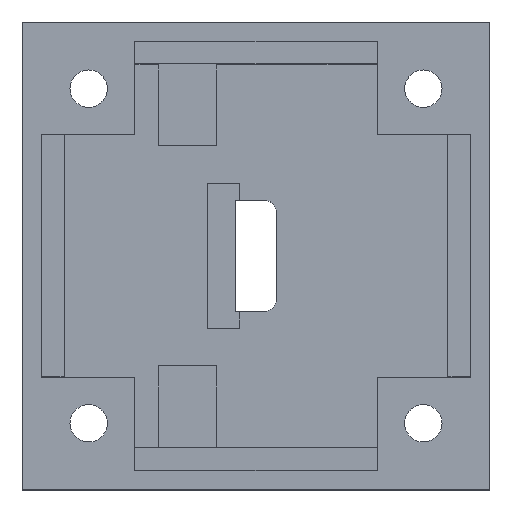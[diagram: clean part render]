
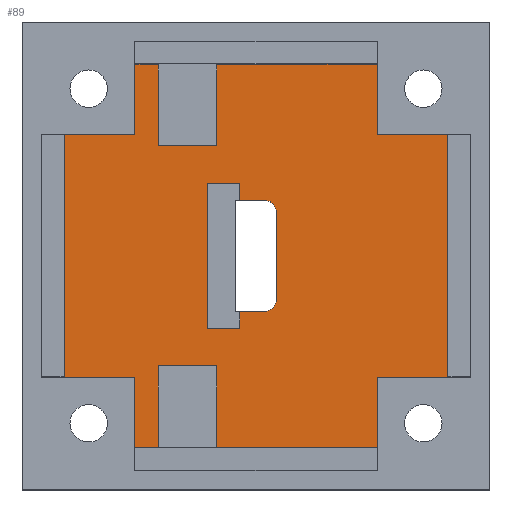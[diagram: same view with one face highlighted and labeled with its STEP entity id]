
A CAD part, top view. The second image highlights one B-rep face of the part: STEP entity #89.
In plain terms, the highlighted planar face has unit normal (0, 0, 1).
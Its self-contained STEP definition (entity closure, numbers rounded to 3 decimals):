
#89=ADVANCED_FACE('',(#604,#606),#608,.T.);
#604=FACE_BOUND('',#605,.T.);
#605=EDGE_LOOP('',(#1045,#1046,#1047,#1048,#1049,#1050,#1051,#1052,#1053,#1054,#1055,
#1056,#1057,#1058,#1059,#1060,#1061,#1062,#1063,#1064));
#606=FACE_BOUND('',#607,.T.);
#607=EDGE_LOOP('',(#1065,#1066,#1067,#1068,#1069,#1070,#1071,#1072,#1073,#1074));
#608=PLANE('',#609);
#609=AXIS2_PLACEMENT_3D('',#610,#611,#612);
#610=CARTESIAN_POINT('',(0.,0.,3.4));
#611=DIRECTION('',(0.,0.,1.));
#612=DIRECTION('',(1.,0.,0.));
#1045=ORIENTED_EDGE('',*,*,#1339,.F.);
#1046=ORIENTED_EDGE('',*,*,#1340,.T.);
#1047=ORIENTED_EDGE('',*,*,#1341,.T.);
#1048=ORIENTED_EDGE('',*,*,#1342,.T.);
#1049=ORIENTED_EDGE('',*,*,#1343,.T.);
#1050=ORIENTED_EDGE('',*,*,#1344,.T.);
#1051=ORIENTED_EDGE('',*,*,#1345,.T.);
#1052=ORIENTED_EDGE('',*,*,#1346,.T.);
#1053=ORIENTED_EDGE('',*,*,#1347,.F.);
#1054=ORIENTED_EDGE('',*,*,#1348,.F.);
#1055=ORIENTED_EDGE('',*,*,#1349,.F.);
#1056=ORIENTED_EDGE('',*,*,#1350,.T.);
#1057=ORIENTED_EDGE('',*,*,#1351,.T.);
#1058=ORIENTED_EDGE('',*,*,#1352,.T.);
#1059=ORIENTED_EDGE('',*,*,#1353,.T.);
#1060=ORIENTED_EDGE('',*,*,#1354,.T.);
#1061=ORIENTED_EDGE('',*,*,#1355,.T.);
#1062=ORIENTED_EDGE('',*,*,#1356,.T.);
#1063=ORIENTED_EDGE('',*,*,#1357,.F.);
#1064=ORIENTED_EDGE('',*,*,#1358,.F.);
#1065=ORIENTED_EDGE('',*,*,#1359,.F.);
#1066=ORIENTED_EDGE('',*,*,#1360,.T.);
#1067=ORIENTED_EDGE('',*,*,#1361,.F.);
#1068=ORIENTED_EDGE('',*,*,#1362,.T.);
#1069=ORIENTED_EDGE('',*,*,#1335,.T.);
#1070=ORIENTED_EDGE('',*,*,#1363,.T.);
#1071=ORIENTED_EDGE('',*,*,#1364,.T.);
#1072=ORIENTED_EDGE('',*,*,#1365,.T.);
#1073=ORIENTED_EDGE('',*,*,#1337,.T.);
#1074=ORIENTED_EDGE('',*,*,#1366,.T.);
#1335=EDGE_CURVE('',#1503,#1505,#1507,.F.);
#1337=EDGE_CURVE('',#1510,#1508,#1511,.F.);
#1339=EDGE_CURVE('',#1513,#1514,#1515,.T.);
#1340=EDGE_CURVE('',#1513,#1516,#1517,.F.);
#1341=EDGE_CURVE('',#1516,#1518,#1519,.F.);
#1342=EDGE_CURVE('',#1518,#1520,#1521,.F.);
#1343=EDGE_CURVE('',#1520,#1522,#1523,.F.);
#1344=EDGE_CURVE('',#1522,#1524,#1525,.F.);
#1345=EDGE_CURVE('',#1524,#1526,#1527,.F.);
#1346=EDGE_CURVE('',#1526,#1528,#1529,.F.);
#1347=EDGE_CURVE('',#1530,#1528,#1531,.T.);
#1348=EDGE_CURVE('',#1532,#1530,#1533,.T.);
#1349=EDGE_CURVE('',#1534,#1532,#1535,.T.);
#1350=EDGE_CURVE('',#1534,#1536,#1537,.F.);
#1351=EDGE_CURVE('',#1536,#1538,#1539,.F.);
#1352=EDGE_CURVE('',#1538,#1540,#1541,.F.);
#1353=EDGE_CURVE('',#1540,#1542,#1543,.F.);
#1354=EDGE_CURVE('',#1542,#1544,#1545,.F.);
#1355=EDGE_CURVE('',#1544,#1546,#1547,.F.);
#1356=EDGE_CURVE('',#1546,#1548,#1549,.F.);
#1357=EDGE_CURVE('',#1550,#1548,#1551,.T.);
#1358=EDGE_CURVE('',#1514,#1550,#1552,.T.);
#1359=EDGE_CURVE('',#1553,#1554,#1555,.F.);
#1360=EDGE_CURVE('',#1553,#1556,#1557,.F.);
#1361=EDGE_CURVE('',#1558,#1556,#1559,.F.);
#1362=EDGE_CURVE('',#1558,#1503,#1560,.F.);
#1363=EDGE_CURVE('',#1505,#1561,#1562,.F.);
#1364=EDGE_CURVE('',#1561,#1563,#1564,.F.);
#1365=EDGE_CURVE('',#1563,#1510,#1565,.F.);
#1366=EDGE_CURVE('',#1508,#1554,#1566,.F.);
#1503=VERTEX_POINT('',#1805);
#1505=VERTEX_POINT('',#1809);
#1507=LINE('',#1813,#1814);
#1508=VERTEX_POINT('',#1816);
#1510=VERTEX_POINT('',#1820);
#1511=LINE('',#1821,#1822);
#1513=VERTEX_POINT('',#1827);
#1514=VERTEX_POINT('',#1828);
#1515=LINE('',#1829,#1830);
#1516=VERTEX_POINT('',#1832);
#1517=LINE('',#1833,#1834);
#1518=VERTEX_POINT('',#1836);
#1519=LINE('',#1837,#1838);
#1520=VERTEX_POINT('',#1840);
#1521=LINE('',#1841,#1842);
#1522=VERTEX_POINT('',#1844);
#1523=LINE('',#1845,#1846);
#1524=VERTEX_POINT('',#1848);
#1525=LINE('',#1849,#1850);
#1526=VERTEX_POINT('',#1852);
#1527=LINE('',#1853,#1854);
#1528=VERTEX_POINT('',#1856);
#1529=LINE('',#1857,#1858);
#1530=VERTEX_POINT('',#1860);
#1531=LINE('',#1861,#1862);
#1532=VERTEX_POINT('',#1864);
#1533=LINE('',#1865,#1866);
#1534=VERTEX_POINT('',#1868);
#1535=LINE('',#1869,#1870);
#1536=VERTEX_POINT('',#1872);
#1537=LINE('',#1873,#1874);
#1538=VERTEX_POINT('',#1876);
#1539=LINE('',#1877,#1878);
#1540=VERTEX_POINT('',#1880);
#1541=LINE('',#1881,#1882);
#1542=VERTEX_POINT('',#1884);
#1543=LINE('',#1885,#1886);
#1544=VERTEX_POINT('',#1888);
#1545=LINE('',#1889,#1890);
#1546=VERTEX_POINT('',#1892);
#1547=LINE('',#1893,#1894);
#1548=VERTEX_POINT('',#1896);
#1549=LINE('',#1897,#1898);
#1550=VERTEX_POINT('',#1900);
#1551=LINE('',#1901,#1902);
#1552=LINE('',#1904,#1905);
#1553=VERTEX_POINT('',#1907);
#1554=VERTEX_POINT('',#1908);
#1555=CIRCLE('',#1909,1.);
#1556=VERTEX_POINT('',#1913);
#1557=LINE('',#1914,#1915);
#1558=VERTEX_POINT('',#1917);
#1559=CIRCLE('',#1918,1.);
#1560=LINE('',#1922,#1923);
#1561=VERTEX_POINT('',#1925);
#1562=LINE('',#1926,#1927);
#1563=VERTEX_POINT('',#1929);
#1564=LINE('',#1930,#1931);
#1565=LINE('',#1933,#1934);
#1566=LINE('',#1936,#1937);
#1805=CARTESIAN_POINT('',(-1.38,-4.75,3.4));
#1809=CARTESIAN_POINT('',(-1.38,-6.2,3.4));
#1813=CARTESIAN_POINT('',(-1.38,-6.2,3.4));
#1814=VECTOR('',#1815,1.);
#1815=DIRECTION('',(0.,1.,0.));
#1816=CARTESIAN_POINT('',(-1.38,4.75,3.4));
#1820=CARTESIAN_POINT('',(-1.38,6.2,3.4));
#1821=CARTESIAN_POINT('',(-1.38,4.75,3.4));
#1822=VECTOR('',#1823,1.);
#1823=DIRECTION('',(0.,1.,0.));
#1827=CARTESIAN_POINT('',(-8.35,16.4,3.4));
#1828=CARTESIAN_POINT('',(-8.35,9.4,3.4));
#1829=CARTESIAN_POINT('',(-8.35,16.4,3.4));
#1830=VECTOR('',#1831,1.);
#1831=DIRECTION('',(0.,-1.,0.));
#1832=CARTESIAN_POINT('',(-10.35,16.4,3.4));
#1833=CARTESIAN_POINT('',(-10.35,16.4,3.4));
#1834=VECTOR('',#1835,1.);
#1835=DIRECTION('',(1.,0.,0.));
#1836=CARTESIAN_POINT('',(-10.35,10.35,3.4));
#1837=CARTESIAN_POINT('',(-10.35,10.35,3.4));
#1838=VECTOR('',#1839,1.);
#1839=DIRECTION('',(0.,1.,0.));
#1840=CARTESIAN_POINT('',(-16.4,10.35,3.4));
#1841=CARTESIAN_POINT('',(-16.4,10.35,3.4));
#1842=VECTOR('',#1843,1.);
#1843=DIRECTION('',(1.,0.,0.));
#1844=CARTESIAN_POINT('',(-16.4,-10.35,3.4));
#1845=CARTESIAN_POINT('',(-16.4,-10.35,3.4));
#1846=VECTOR('',#1847,1.);
#1847=DIRECTION('',(0.,1.,0.));
#1848=CARTESIAN_POINT('',(-10.35,-10.35,3.4));
#1849=CARTESIAN_POINT('',(-10.35,-10.35,3.4));
#1850=VECTOR('',#1851,1.);
#1851=DIRECTION('',(-1.,0.,0.));
#1852=CARTESIAN_POINT('',(-10.35,-16.4,3.4));
#1853=CARTESIAN_POINT('',(-10.35,-16.4,3.4));
#1854=VECTOR('',#1855,1.);
#1855=DIRECTION('',(0.,1.,0.));
#1856=CARTESIAN_POINT('',(-8.35,-16.4,3.4));
#1857=CARTESIAN_POINT('',(-8.35,-16.4,3.4));
#1858=VECTOR('',#1859,1.);
#1859=DIRECTION('',(-1.,0.,0.));
#1860=CARTESIAN_POINT('',(-8.35,-9.4,3.4));
#1861=CARTESIAN_POINT('',(-8.35,-9.4,3.4));
#1862=VECTOR('',#1863,1.);
#1863=DIRECTION('',(0.,-1.,0.));
#1864=CARTESIAN_POINT('',(-3.35,-9.4,3.4));
#1865=CARTESIAN_POINT('',(-3.35,-9.4,3.4));
#1866=VECTOR('',#1867,1.);
#1867=DIRECTION('',(-1.,0.,0.));
#1868=CARTESIAN_POINT('',(-3.35,-16.4,3.4));
#1869=CARTESIAN_POINT('',(-3.35,-16.4,3.4));
#1870=VECTOR('',#1871,1.);
#1871=DIRECTION('',(0.,1.,0.));
#1872=CARTESIAN_POINT('',(10.35,-16.4,3.4));
#1873=CARTESIAN_POINT('',(10.35,-16.4,3.4));
#1874=VECTOR('',#1875,1.);
#1875=DIRECTION('',(-1.,0.,0.));
#1876=CARTESIAN_POINT('',(10.35,-10.35,3.4));
#1877=CARTESIAN_POINT('',(10.35,-10.35,3.4));
#1878=VECTOR('',#1879,1.);
#1879=DIRECTION('',(0.,-1.,0.));
#1880=CARTESIAN_POINT('',(16.4,-10.35,3.4));
#1881=CARTESIAN_POINT('',(16.4,-10.35,3.4));
#1882=VECTOR('',#1883,1.);
#1883=DIRECTION('',(-1.,0.,0.));
#1884=CARTESIAN_POINT('',(16.4,10.35,3.4));
#1885=CARTESIAN_POINT('',(16.4,10.35,3.4));
#1886=VECTOR('',#1887,1.);
#1887=DIRECTION('',(0.,-1.,0.));
#1888=CARTESIAN_POINT('',(10.35,10.35,3.4));
#1889=CARTESIAN_POINT('',(10.35,10.35,3.4));
#1890=VECTOR('',#1891,1.);
#1891=DIRECTION('',(1.,0.,0.));
#1892=CARTESIAN_POINT('',(10.35,16.4,3.4));
#1893=CARTESIAN_POINT('',(10.35,16.4,3.4));
#1894=VECTOR('',#1895,1.);
#1895=DIRECTION('',(0.,-1.,0.));
#1896=CARTESIAN_POINT('',(-3.35,16.4,3.4));
#1897=CARTESIAN_POINT('',(-3.35,16.4,3.4));
#1898=VECTOR('',#1899,1.);
#1899=DIRECTION('',(1.,0.,0.));
#1900=CARTESIAN_POINT('',(-3.35,9.4,3.4));
#1901=CARTESIAN_POINT('',(-3.35,9.4,3.4));
#1902=VECTOR('',#1903,1.);
#1903=DIRECTION('',(0.,1.,0.));
#1904=CARTESIAN_POINT('',(-8.35,9.4,3.4));
#1905=VECTOR('',#1906,1.);
#1906=DIRECTION('',(1.,0.,0.));
#1907=CARTESIAN_POINT('',(1.75,3.75,3.4));
#1908=CARTESIAN_POINT('',(0.75,4.75,3.4));
#1909=AXIS2_PLACEMENT_3D('',#1910,#1911,#1912);
#1910=CARTESIAN_POINT('',(0.75,3.75,3.4));
#1911=DIRECTION('',(0.,0.,-1.));
#1912=DIRECTION('',(0.,1.,0.));
#1913=CARTESIAN_POINT('',(1.75,-3.75,3.4));
#1914=CARTESIAN_POINT('',(1.75,-3.75,3.4));
#1915=VECTOR('',#1916,1.);
#1916=DIRECTION('',(0.,1.,0.));
#1917=CARTESIAN_POINT('',(0.75,-4.75,3.4));
#1918=AXIS2_PLACEMENT_3D('',#1919,#1920,#1921);
#1919=CARTESIAN_POINT('',(0.75,-3.75,3.4));
#1920=DIRECTION('',(0.,0.,-1.));
#1921=DIRECTION('',(1.,0.,0.));
#1922=CARTESIAN_POINT('',(-1.38,-4.75,3.4));
#1923=VECTOR('',#1924,1.);
#1924=DIRECTION('',(1.,0.,0.));
#1925=CARTESIAN_POINT('',(-4.17,-6.2,3.4));
#1926=CARTESIAN_POINT('',(-4.17,-6.2,3.4));
#1927=VECTOR('',#1928,1.);
#1928=DIRECTION('',(1.,0.,0.));
#1929=CARTESIAN_POINT('',(-4.17,6.2,3.4));
#1930=CARTESIAN_POINT('',(-4.17,6.2,3.4));
#1931=VECTOR('',#1932,1.);
#1932=DIRECTION('',(0.,-1.,0.));
#1933=CARTESIAN_POINT('',(-1.38,6.2,3.4));
#1934=VECTOR('',#1935,1.);
#1935=DIRECTION('',(-1.,0.,0.));
#1936=CARTESIAN_POINT('',(0.75,4.75,3.4));
#1937=VECTOR('',#1938,1.);
#1938=DIRECTION('',(-1.,0.,0.));
